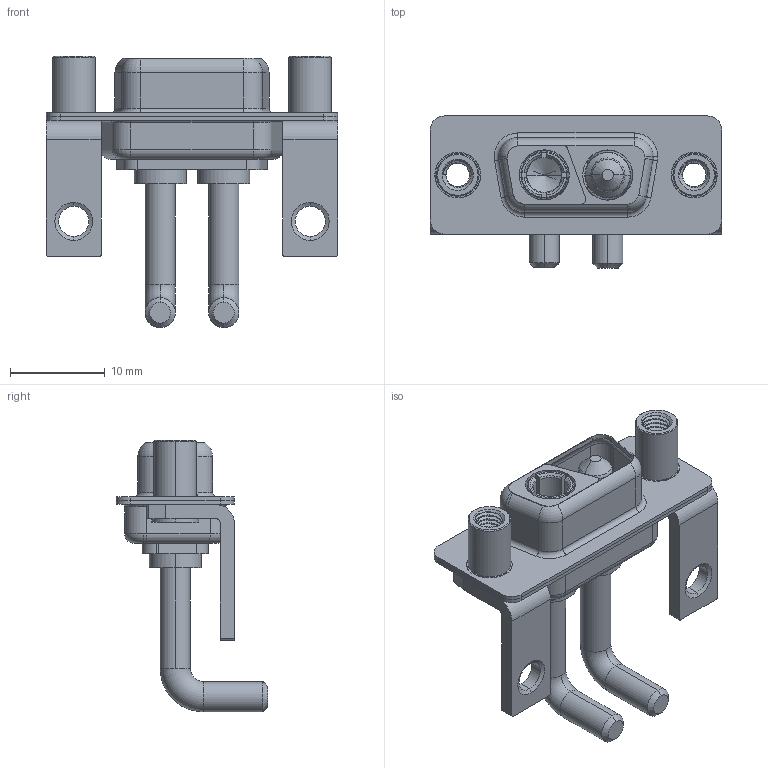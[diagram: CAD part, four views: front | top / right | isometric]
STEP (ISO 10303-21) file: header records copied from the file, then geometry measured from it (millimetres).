
FILE_DESCRIPTION (( 'STEP AP203' ), '1' );
FILE_NAME ('630-2WK2250-3T6.STEP', '2022-05-27T00:59:23', ( '' ), ( '' ), 'SwSTEP 2.0', 'SolidWorks 2020', '' );
FILE_SCHEMA (( 'CONFIG_CONTROL_DESIGN' ));
Length unit declared in the file: millimetre
Products named in the file (8): 630Combo Shell Front_09 Contacts; 630Combo Threaded Standoff_D; Power Pin_Ext 30A RA; Power Socket_Ext 30A RA; 630Combo Housing_2WK2; 630-2WK2250-3T6; 630Combo Shell Rear_09 Contacts; 630Combo Stabilizer Bracket
Assembly tree (9 placements, depth 2):
  630-2WK2250-3T6
    630Combo Housing_2WK2
    630Combo Shell Front_09 Contacts
    630Combo Shell Rear_09 Contacts
    630Combo Stabilizer Bracket  x2
    630Combo Threaded Standoff_D  x2
    Power Socket_Ext 30A RA
    Power Pin_Ext 30A RA
Bounding box: 30.8 x 16.05 x 28.73 mm (x, y, z)
Volume: 2251.7 mm3; surface area: 5206.2 mm2
Topology: 11 solids, 11 shells, 499 faces, 1256 edges, 796 vertices
Faces by surface type: cylinder 256, plane 128, torus 67, cone 40, bspline 8
Entity records: 15749 total; most frequent: CARTESIAN_POINT 4900, DIRECTION 2177, ORIENTED_EDGE 2068, EDGE_CURVE 1034, AXIS2_PLACEMENT_3D 879, VERTEX_POINT 655, EDGE_LOOP 459, CIRCLE 455
